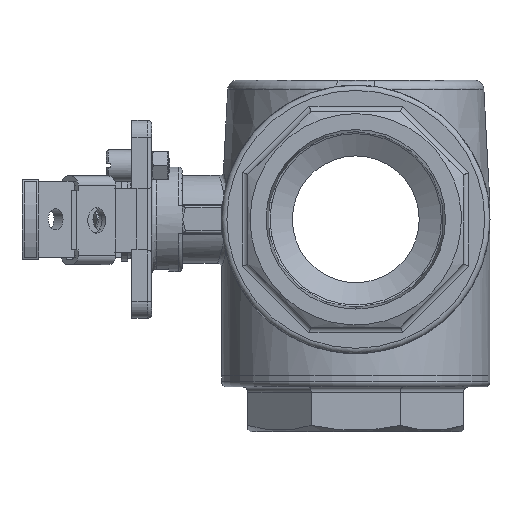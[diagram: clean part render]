
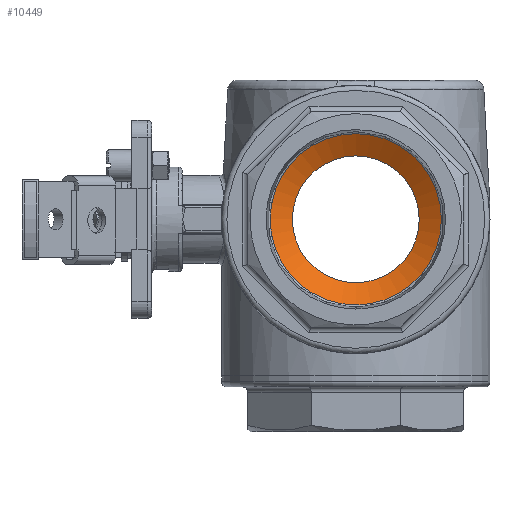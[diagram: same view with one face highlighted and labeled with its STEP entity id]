
A CAD part, left-side view. The second image highlights one B-rep face of the part: STEP entity #10449.
In plain terms, the highlighted conical face has half-angle 60 degrees and reference radius 29 mm.
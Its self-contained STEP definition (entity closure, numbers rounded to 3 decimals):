
#268=CONICAL_SURFACE('',#11252,29.,1.047);
#2657=ORIENTED_EDGE('',*,*,#5742,.F.);
#2658=ORIENTED_EDGE('',*,*,#5743,.T.);
#5742=EDGE_CURVE('',#7286,#7286,#8302,.T.);
#5743=EDGE_CURVE('',#7287,#7287,#8303,.T.);
#7286=VERTEX_POINT('',#14700);
#7287=VERTEX_POINT('',#14703);
#8302=CIRCLE('',#11251,40.5);
#8303=CIRCLE('',#11253,30.);
#8600=EDGE_LOOP('',(#2657));
#8601=EDGE_LOOP('',(#2658));
#9378=FACE_BOUND('',#8600,.T.);
#9379=FACE_BOUND('',#8601,.T.);
#10449=ADVANCED_FACE('',(#9378,#9379),#268,.F.);
#11251=AXIS2_PLACEMENT_3D('',#14699,#12159,#12160);
#11252=AXIS2_PLACEMENT_3D('',#14701,#12161,#12162);
#11253=AXIS2_PLACEMENT_3D('',#14702,#12163,#12164);
#12159=DIRECTION('',(1.,0.,0.));
#12160=DIRECTION('',(0.,0.,-1.));
#12161=DIRECTION('',(-1.,0.,0.));
#12162=DIRECTION('',(0.,0.,1.));
#12163=DIRECTION('',(1.,0.,0.));
#12164=DIRECTION('',(0.,0.,1.));
#14699=CARTESIAN_POINT('',(36.3,0.,0.));
#14700=CARTESIAN_POINT('',(36.3,0.,-40.5));
#14701=CARTESIAN_POINT('',(42.94,0.,0.));
#14702=CARTESIAN_POINT('',(42.362,0.,0.));
#14703=CARTESIAN_POINT('',(42.362,0.,30.));
